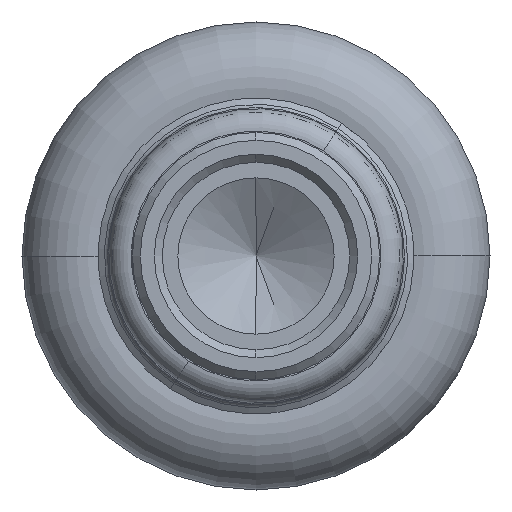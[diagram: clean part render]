
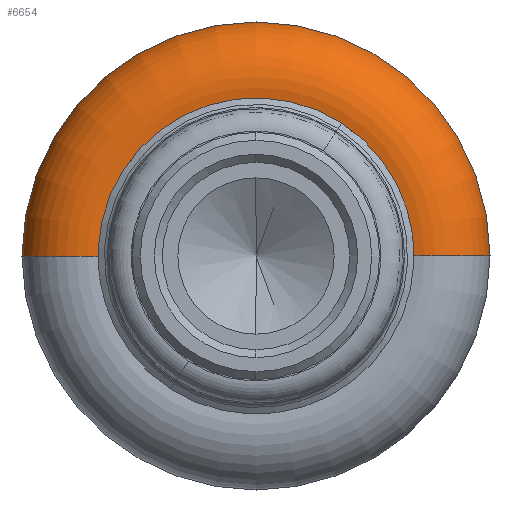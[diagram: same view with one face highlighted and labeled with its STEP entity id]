
A CAD part, left-side view. The second image highlights one B-rep face of the part: STEP entity #6654.
In plain terms, the highlighted toroidal (fillet/blend) face has major radius 8.731 mm and minor radius 3.175 mm.
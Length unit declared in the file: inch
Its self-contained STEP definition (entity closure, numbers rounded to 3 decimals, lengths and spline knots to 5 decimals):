
#156 = DIRECTION ( 'NONE',  ( 0., 0., 1. ) ) ;
#259 = VERTEX_POINT ( 'NONE', #1897 ) ;
#284 = DIRECTION ( 'NONE',  ( 1., 0., 0. ) ) ;
#435 = EDGE_CURVE ( 'NONE', #2206, #259, #708, .T. ) ;
#496 = CIRCLE ( 'NONE', #5101, 0.125 ) ;
#661 = CARTESIAN_POINT ( 'NONE',  ( -0.27982, 0., 0. ) ) ;
#668 = EDGE_LOOP ( 'NONE', ( #5445, #4550, #3758, #1957 ) ) ;
#708 = CIRCLE ( 'NONE', #6508, 0.125 ) ;
#791 = CARTESIAN_POINT ( 'NONE',  ( -0.15797, 0.34375, 0. ) ) ;
#815 = CARTESIAN_POINT ( 'NONE',  ( -0.05426, 0., 0. ) ) ;
#1043 = CIRCLE ( 'NONE', #6179, 0.31585 ) ;
#1139 = CARTESIAN_POINT ( 'NONE',  ( -0.05426, -0.41354, 0. ) ) ;
#1342 = DIRECTION ( 'NONE',  ( 0., 1., 0. ) ) ;
#1621 = CARTESIAN_POINT ( 'NONE',  ( -0.15797, 0., 0. ) ) ;
#1897 = CARTESIAN_POINT ( 'NONE',  ( -0.05426, 0.41354, 0. ) ) ;
#1957 = ORIENTED_EDGE ( 'NONE', *, *, #435, .F. ) ;
#2206 = VERTEX_POINT ( 'NONE', #7407 ) ;
#2325 = TOROIDAL_SURFACE ( 'NONE', #3813, 0.34375, 0.125 ) ;
#2509 = FACE_OUTER_BOUND ( 'NONE', #668, .T. ) ;
#3306 = EDGE_CURVE ( 'NONE', #259, #6081, #6538, .T. ) ;
#3758 = ORIENTED_EDGE ( 'NONE', *, *, #3306, .F. ) ;
#3813 = AXIS2_PLACEMENT_3D ( 'NONE', #1621, #284, #5024 ) ;
#4243 = CARTESIAN_POINT ( 'NONE',  ( -0.15797, -0.34375, 0. ) ) ;
#4502 = DIRECTION ( 'NONE',  ( 0., 1., 0. ) ) ;
#4550 = ORIENTED_EDGE ( 'NONE', *, *, #7051, .T. ) ;
#4902 = DIRECTION ( 'NONE',  ( 0., -1., 0. ) ) ;
#5002 = DIRECTION ( 'NONE',  ( 0., 0., -1. ) ) ;
#5024 = DIRECTION ( 'NONE',  ( 0., 1., 0. ) ) ;
#5101 = AXIS2_PLACEMENT_3D ( 'NONE', #4243, #156, #4902 ) ;
#5394 = DIRECTION ( 'NONE',  ( 1., 0., 0. ) ) ;
#5445 = ORIENTED_EDGE ( 'NONE', *, *, #6909, .T. ) ;
#5902 = VERTEX_POINT ( 'NONE', #8573 ) ;
#6081 = VERTEX_POINT ( 'NONE', #1139 ) ;
#6179 = AXIS2_PLACEMENT_3D ( 'NONE', #661, #5394, #1342 ) ;
#6508 = AXIS2_PLACEMENT_3D ( 'NONE', #791, #5002, #7010 ) ;
#6538 = CIRCLE ( 'NONE', #6604, 0.41354 ) ;
#6604 = AXIS2_PLACEMENT_3D ( 'NONE', #815, #8425, #4502 ) ;
#6654 = ADVANCED_FACE ( 'NONE', ( #2509 ), #2325, .T. ) ;
#6909 = EDGE_CURVE ( 'NONE', #2206, #5902, #1043, .T. ) ;
#7010 = DIRECTION ( 'NONE',  ( -1., 0., 0. ) ) ;
#7051 = EDGE_CURVE ( 'NONE', #5902, #6081, #496, .T. ) ;
#7407 = CARTESIAN_POINT ( 'NONE',  ( -0.27982, 0.31585, 0. ) ) ;
#8425 = DIRECTION ( 'NONE',  ( 1., 0., 0. ) ) ;
#8573 = CARTESIAN_POINT ( 'NONE',  ( -0.27982, -0.31585, 0. ) ) ;
